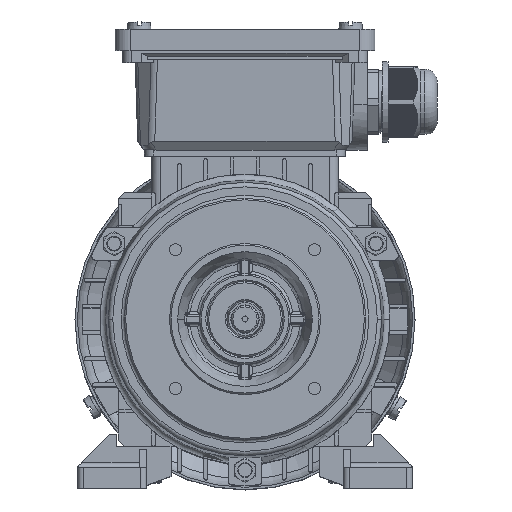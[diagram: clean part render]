
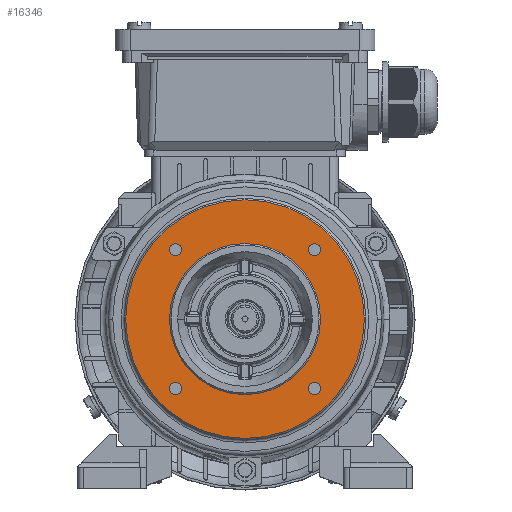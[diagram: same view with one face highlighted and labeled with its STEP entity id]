
A CAD part, top view. The second image highlights one B-rep face of the part: STEP entity #16346.
In plain terms, the highlighted planar face has unit normal (0, 0, 1).
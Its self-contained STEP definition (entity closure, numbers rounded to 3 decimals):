
#1994=PLANE('',#65113);
#3150=FACE_BOUND('',#23314,.T.);
#3151=FACE_BOUND('',#23315,.T.);
#3152=FACE_BOUND('',#23316,.T.);
#3153=FACE_BOUND('',#23317,.T.);
#3154=FACE_BOUND('',#23318,.T.);
#3155=FACE_BOUND('',#23319,.T.);
#16346=ADVANCED_FACE('',(#3150,#3151,#3152,#3153,#3154,#3155),#1994,.T.);
#23314=EDGE_LOOP('',(#38011));
#23315=EDGE_LOOP('',(#38012,#38013));
#23316=EDGE_LOOP('',(#38014,#38015));
#23317=EDGE_LOOP('',(#38016,#38017));
#23318=EDGE_LOOP('',(#38018,#38019));
#23319=EDGE_LOOP('',(#38020));
#26365=CIRCLE('',#65103,39.5);
#26366=CIRCLE('',#65104,2.);
#26367=CIRCLE('',#65105,2.);
#26368=CIRCLE('',#65106,2.);
#26369=CIRCLE('',#65107,2.);
#26370=CIRCLE('',#65108,2.);
#26371=CIRCLE('',#65109,2.);
#26372=CIRCLE('',#65110,2.);
#26373=CIRCLE('',#65111,2.);
#26374=CIRCLE('',#65112,25.);
#38011=ORIENTED_EDGE('',*,*,#56724,.T.);
#38012=ORIENTED_EDGE('',*,*,#56725,.T.);
#38013=ORIENTED_EDGE('',*,*,#56726,.T.);
#38014=ORIENTED_EDGE('',*,*,#56727,.T.);
#38015=ORIENTED_EDGE('',*,*,#56728,.T.);
#38016=ORIENTED_EDGE('',*,*,#56729,.T.);
#38017=ORIENTED_EDGE('',*,*,#56730,.T.);
#38018=ORIENTED_EDGE('',*,*,#56731,.T.);
#38019=ORIENTED_EDGE('',*,*,#56732,.T.);
#38020=ORIENTED_EDGE('',*,*,#56733,.F.);
#49091=VERTEX_POINT('',#103631);
#49092=VERTEX_POINT('',#103633);
#49093=VERTEX_POINT('',#103634);
#49094=VERTEX_POINT('',#103637);
#49095=VERTEX_POINT('',#103638);
#49096=VERTEX_POINT('',#103641);
#49097=VERTEX_POINT('',#103642);
#49098=VERTEX_POINT('',#103645);
#49099=VERTEX_POINT('',#103646);
#49100=VERTEX_POINT('',#103649);
#56724=EDGE_CURVE('',#49091,#49091,#26365,.T.);
#56725=EDGE_CURVE('',#49092,#49093,#26366,.T.);
#56726=EDGE_CURVE('',#49093,#49092,#26367,.T.);
#56727=EDGE_CURVE('',#49094,#49095,#26368,.T.);
#56728=EDGE_CURVE('',#49095,#49094,#26369,.T.);
#56729=EDGE_CURVE('',#49096,#49097,#26370,.T.);
#56730=EDGE_CURVE('',#49097,#49096,#26371,.T.);
#56731=EDGE_CURVE('',#49098,#49099,#26372,.T.);
#56732=EDGE_CURVE('',#49099,#49098,#26373,.T.);
#56733=EDGE_CURVE('',#49100,#49100,#26374,.T.);
#65103=AXIS2_PLACEMENT_3D('',#103630,#77193,#77194);
#65104=AXIS2_PLACEMENT_3D('',#103632,#77195,#77196);
#65105=AXIS2_PLACEMENT_3D('',#103635,#77197,#77198);
#65106=AXIS2_PLACEMENT_3D('',#103636,#77199,#77200);
#65107=AXIS2_PLACEMENT_3D('',#103639,#77201,#77202);
#65108=AXIS2_PLACEMENT_3D('',#103640,#77203,#77204);
#65109=AXIS2_PLACEMENT_3D('',#103643,#77205,#77206);
#65110=AXIS2_PLACEMENT_3D('',#103644,#77207,#77208);
#65111=AXIS2_PLACEMENT_3D('',#103647,#77209,#77210);
#65112=AXIS2_PLACEMENT_3D('',#103648,#77211,#77212);
#65113=AXIS2_PLACEMENT_3D('',#103650,#77213,#77214);
#77193=DIRECTION('',(0.,0.,1.));
#77194=DIRECTION('',(1.,0.,0.));
#77195=DIRECTION('',(0.,0.,-1.));
#77196=DIRECTION('',(1.,0.,0.));
#77197=DIRECTION('',(0.,0.,-1.));
#77198=DIRECTION('',(1.,0.,0.));
#77199=DIRECTION('',(0.,0.,-1.));
#77200=DIRECTION('',(1.,0.,0.));
#77201=DIRECTION('',(0.,0.,-1.));
#77202=DIRECTION('',(1.,0.,0.));
#77203=DIRECTION('',(0.,0.,-1.));
#77204=DIRECTION('',(1.,0.,0.));
#77205=DIRECTION('',(0.,0.,-1.));
#77206=DIRECTION('',(1.,0.,0.));
#77207=DIRECTION('',(0.,0.,-1.));
#77208=DIRECTION('',(1.,0.,0.));
#77209=DIRECTION('',(0.,0.,-1.));
#77210=DIRECTION('',(1.,0.,0.));
#77211=DIRECTION('',(0.,0.,1.));
#77212=DIRECTION('',(1.,0.,0.));
#77213=DIRECTION('',(0.,0.,1.));
#77214=DIRECTION('',(-1.,0.,0.));
#103630=CARTESIAN_POINT('',(3.419,-1.496,71.5));
#103631=CARTESIAN_POINT('',(42.919,-1.496,71.5));
#103632=CARTESIAN_POINT('',(-19.562,-24.477,71.5));
#103633=CARTESIAN_POINT('',(-17.562,-24.477,71.5));
#103634=CARTESIAN_POINT('',(-21.562,-24.477,71.5));
#103635=CARTESIAN_POINT('',(-19.562,-24.477,71.5));
#103636=CARTESIAN_POINT('',(-19.562,21.485,71.5));
#103637=CARTESIAN_POINT('',(-17.562,21.485,71.5));
#103638=CARTESIAN_POINT('',(-21.562,21.485,71.5));
#103639=CARTESIAN_POINT('',(-19.562,21.485,71.5));
#103640=CARTESIAN_POINT('',(26.4,21.485,71.5));
#103641=CARTESIAN_POINT('',(28.4,21.485,71.5));
#103642=CARTESIAN_POINT('',(24.4,21.485,71.5));
#103643=CARTESIAN_POINT('',(26.4,21.485,71.5));
#103644=CARTESIAN_POINT('',(26.4,-24.477,71.5));
#103645=CARTESIAN_POINT('',(28.4,-24.477,71.5));
#103646=CARTESIAN_POINT('',(24.4,-24.477,71.5));
#103647=CARTESIAN_POINT('',(26.4,-24.477,71.5));
#103648=CARTESIAN_POINT('',(3.419,-1.496,71.5));
#103649=CARTESIAN_POINT('',(28.419,-1.496,71.5));
#103650=CARTESIAN_POINT('',(3.419,-16.903,71.5));
